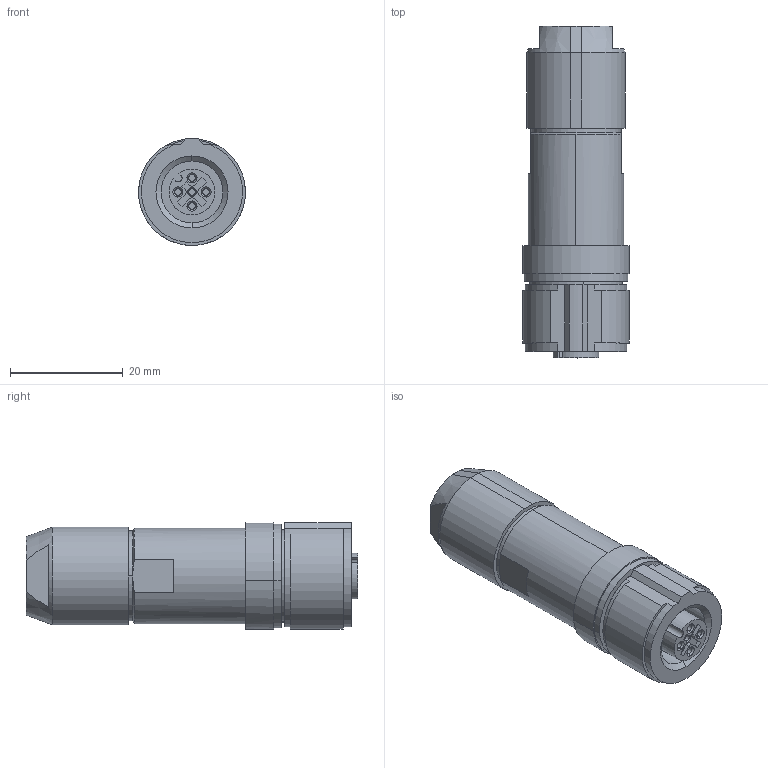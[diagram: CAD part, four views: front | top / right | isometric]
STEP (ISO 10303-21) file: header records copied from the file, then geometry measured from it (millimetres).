
FILE_DESCRIPTION(('Creo Elements/Direct Modeling STEP Export'),'2;1');
FILE_NAME('model.stp','2018-12-13T 0:12:26',(''),(''),'Creo Elements/Direct Modeling STEP processor for AP214 (Solid Model)','Creo Elements/Direct Modeling 18.1I 14-Aug-2016 (C) Parametric Technology GmbH','');
FILE_SCHEMA(('AUTOMOTIVE_DESIGN { 1 0 10303 214 1 1 1 1 }'));
Length unit declared in the file: millimetre
Products named in the file (2): SACC...FS_4...SH-select
Assembly tree (1 placements, depth 2):
  SACC...FS_4...SH-select
    SACC...FS_4...SH-select
Bounding box: 18.98 x 59 x 18.99 mm (x, y, z)
Volume: 11889.2 mm3; surface area: 5380.5 mm2
Topology: 1 solids, 1 shells, 104 faces, 247 edges, 159 vertices
Faces by surface type: plane 48, cylinder 36, cone 20
Entity records: 3956 total; most frequent: CARTESIAN_POINT 790, ORIENTED_EDGE 494, DIRECTION 449, EDGE_CURVE 247, AXIS2_PLACEMENT_3D 160, VERTEX_POINT 159, VECTOR 129, LINE 129
